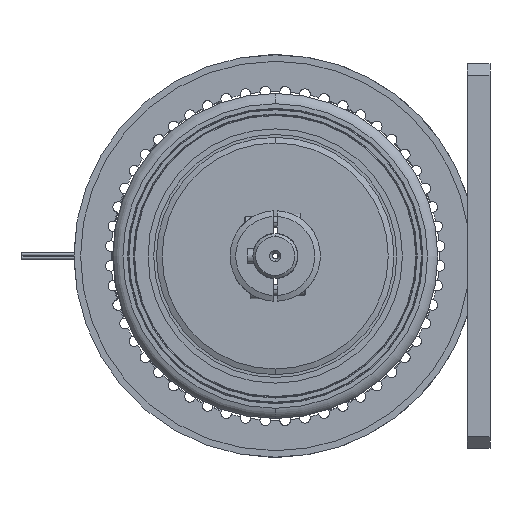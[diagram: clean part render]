
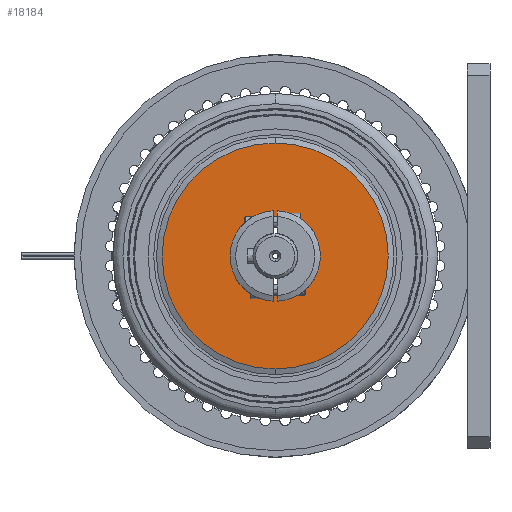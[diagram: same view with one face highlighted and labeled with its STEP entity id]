
A CAD part, left-side view. The second image highlights one B-rep face of the part: STEP entity #18184.
In plain terms, the highlighted planar face has unit normal (-1, 0, 0).
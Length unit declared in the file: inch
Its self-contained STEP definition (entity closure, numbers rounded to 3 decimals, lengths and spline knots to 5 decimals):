
#576 = DIRECTION ( 'NONE',  ( 0., 0., 1. ) ) ;
#1014 = CARTESIAN_POINT ( 'NONE',  ( -3.38144, 4.75, -0.84 ) ) ;
#1376 = PLANE ( 'NONE',  #10718 ) ;
#1393 = DIRECTION ( 'NONE',  ( 0., 0., 1. ) ) ;
#1551 = CARTESIAN_POINT ( 'NONE',  ( -3.38144, 4.75, 0.84 ) ) ;
#1642 = CARTESIAN_POINT ( 'NONE',  ( -3.38144, 4.75, 0. ) ) ;
#2110 = AXIS2_PLACEMENT_3D ( 'NONE', #1642, #9075, #1393 ) ;
#2333 = CIRCLE ( 'NONE', #20633, 0.84 ) ;
#2437 = CARTESIAN_POINT ( 'NONE',  ( -3.38144, 2.125, 0. ) ) ;
#3312 = CIRCLE ( 'NONE', #2110, 2.5 ) ;
#3818 = DIRECTION ( 'NONE',  ( 0., 0., 1. ) ) ;
#3838 = DIRECTION ( 'NONE',  ( 1., 0., 0. ) ) ;
#3844 = CARTESIAN_POINT ( 'NONE',  ( -3.38144, 4.75, 0. ) ) ;
#7088 = VERTEX_POINT ( 'NONE', #1014 ) ;
#7104 = CIRCLE ( 'NONE', #15355, 2.5 ) ;
#9075 = DIRECTION ( 'NONE',  ( -1., 0., 0. ) ) ;
#9838 = VERTEX_POINT ( 'NONE', #12375 ) ;
#10079 = ORIENTED_EDGE ( 'NONE', *, *, #15028, .T. ) ;
#10217 = CARTESIAN_POINT ( 'NONE',  ( -3.38144, 4.75, 2.5 ) ) ;
#10229 = ORIENTED_EDGE ( 'NONE', *, *, #22852, .T. ) ;
#10646 = ORIENTED_EDGE ( 'NONE', *, *, #11467, .T. ) ;
#10718 = AXIS2_PLACEMENT_3D ( 'NONE', #2437, #11582, #576 ) ;
#10731 = DIRECTION ( 'NONE',  ( 0., 0., 1. ) ) ;
#10782 = ORIENTED_EDGE ( 'NONE', *, *, #17082, .T. ) ;
#10808 = DIRECTION ( 'NONE',  ( 1., 0., 0. ) ) ;
#10929 = CIRCLE ( 'NONE', #12441, 0.84 ) ;
#10962 = CARTESIAN_POINT ( 'NONE',  ( -3.38144, 4.75, 0. ) ) ;
#11467 = EDGE_CURVE ( 'NONE', #16745, #7088, #2333, .T. ) ;
#11582 = DIRECTION ( 'NONE',  ( 1., 0., 0. ) ) ;
#12375 = CARTESIAN_POINT ( 'NONE',  ( -3.38144, 4.75, -2.5 ) ) ;
#12441 = AXIS2_PLACEMENT_3D ( 'NONE', #10962, #10808, #10731 ) ;
#14737 = FACE_OUTER_BOUND ( 'NONE', #20284, .T. ) ;
#15028 = EDGE_CURVE ( 'NONE', #19783, #9838, #7104, .T. ) ;
#15355 = AXIS2_PLACEMENT_3D ( 'NONE', #23695, #23645, #23564 ) ;
#16745 = VERTEX_POINT ( 'NONE', #1551 ) ;
#17082 = EDGE_CURVE ( 'NONE', #7088, #16745, #10929, .T. ) ;
#18184 = ADVANCED_FACE ( 'NONE', ( #14737, #20838 ), #1376, .F. ) ;
#19783 = VERTEX_POINT ( 'NONE', #10217 ) ;
#19806 = EDGE_LOOP ( 'NONE', ( #10646, #10782 ) ) ;
#20284 = EDGE_LOOP ( 'NONE', ( #10079, #10229 ) ) ;
#20633 = AXIS2_PLACEMENT_3D ( 'NONE', #3844, #3838, #3818 ) ;
#20838 = FACE_BOUND ( 'NONE', #19806, .T. ) ;
#22852 = EDGE_CURVE ( 'NONE', #9838, #19783, #3312, .T. ) ;
#23564 = DIRECTION ( 'NONE',  ( 0., 0., 1. ) ) ;
#23645 = DIRECTION ( 'NONE',  ( -1., 0., 0. ) ) ;
#23695 = CARTESIAN_POINT ( 'NONE',  ( -3.38144, 4.75, 0. ) ) ;
